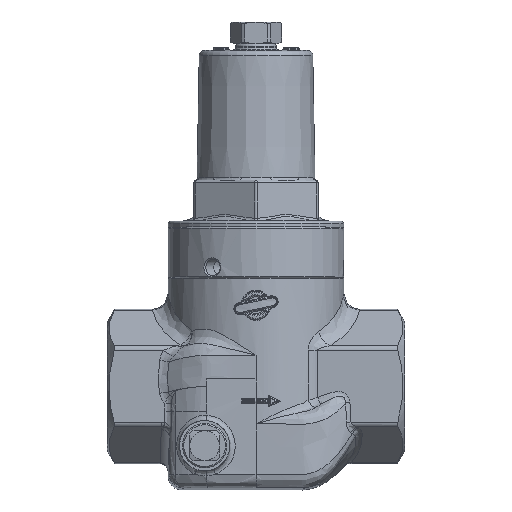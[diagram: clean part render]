
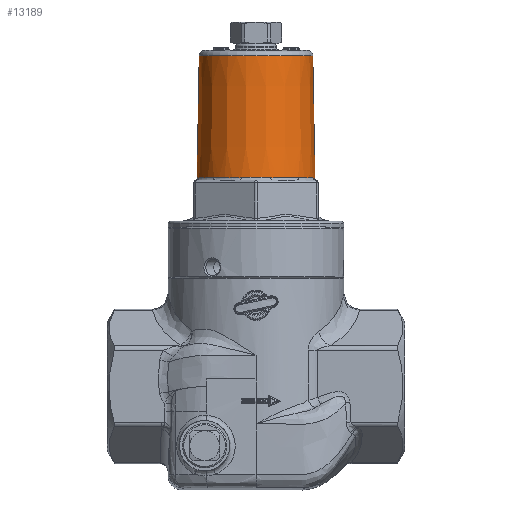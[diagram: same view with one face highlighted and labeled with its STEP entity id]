
A CAD part, top view. The second image highlights one B-rep face of the part: STEP entity #13189.
In plain terms, the highlighted conical face has half-angle 1 degrees and reference radius 21.55 mm.
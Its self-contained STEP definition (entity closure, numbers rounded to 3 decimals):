
#2684=B_SPLINE_CURVE_WITH_KNOTS($,3,(#36958,#36959,#36960,#36961,#36962,
#36963),.UNSPECIFIED.,.F.,.F.,(4,1,1,4),(-3.142,-1.346,
0.449,3.142),.UNSPECIFIED.);
#2686=B_SPLINE_CURVE_WITH_KNOTS($,3,(#37009,#37010,#37011,#37012,#37013,
#37014),.UNSPECIFIED.,.F.,.F.,(4,1,1,4),(-3.142,-1.346,
0.449,3.142),.UNSPECIFIED.);
#2688=B_SPLINE_CURVE_WITH_KNOTS($,3,(#37060,#37061,#37062,#37063,#37064,
#37065),.UNSPECIFIED.,.F.,.F.,(4,1,1,4),(-3.142,-1.346,
0.449,3.142),.UNSPECIFIED.);
#2690=B_SPLINE_CURVE_WITH_KNOTS($,3,(#37111,#37112,#37113,#37114,#37115,
#37116),.UNSPECIFIED.,.F.,.F.,(4,1,1,4),(-3.142,-1.346,
0.449,3.142),.UNSPECIFIED.);
#2692=B_SPLINE_CURVE_WITH_KNOTS($,3,(#37162,#37163,#37164,#37165,#37166,
#37167),.UNSPECIFIED.,.F.,.F.,(4,1,1,4),(-3.142,-1.346,
0.449,3.142),.UNSPECIFIED.);
#2694=B_SPLINE_CURVE_WITH_KNOTS($,3,(#37210,#37211,#37212,#37213,#37214,
#37215),.UNSPECIFIED.,.F.,.F.,(4,1,1,4),(-3.142,-1.346,
0.449,3.142),.UNSPECIFIED.);
#3126=FACE_BOUND($,#4721,.T.);
#3853=FACE_OUTER_BOUND($,#4720,.T.);
#4720=EDGE_LOOP($,(#11995));
#4721=EDGE_LOOP($,(#11996,#11997,#11998,#11999,#12000,#12001,#12002,#12003,
#12004,#12005,#12006,#12007));
#5126=CIRCLE($,#14000,21.821);
#5130=CIRCLE($,#14005,21.821);
#5134=CIRCLE($,#14010,21.821);
#5138=CIRCLE($,#14015,21.821);
#5142=CIRCLE($,#14020,21.821);
#5146=CIRCLE($,#14025,21.821);
#5153=CIRCLE($,#14041,21.034);
#6323=VERTEX_POINT($,#36917);
#6326=VERTEX_POINT($,#36922);
#6328=VERTEX_POINT($,#36956);
#6330=VERTEX_POINT($,#36973);
#6332=VERTEX_POINT($,#37007);
#6334=VERTEX_POINT($,#37024);
#6336=VERTEX_POINT($,#37058);
#6338=VERTEX_POINT($,#37075);
#6340=VERTEX_POINT($,#37109);
#6342=VERTEX_POINT($,#37126);
#6344=VERTEX_POINT($,#37160);
#6346=VERTEX_POINT($,#37177);
#6359=VERTEX_POINT($,#37263);
#8212=EDGE_CURVE($,#6326,#6323,#5126,.T.);
#8214=EDGE_CURVE($,#6328,#6326,#2684,.T.);
#8218=EDGE_CURVE($,#6330,#6328,#5130,.T.);
#8220=EDGE_CURVE($,#6332,#6330,#2686,.T.);
#8224=EDGE_CURVE($,#6334,#6332,#5134,.T.);
#8226=EDGE_CURVE($,#6336,#6334,#2688,.T.);
#8230=EDGE_CURVE($,#6338,#6336,#5138,.T.);
#8232=EDGE_CURVE($,#6340,#6338,#2690,.T.);
#8236=EDGE_CURVE($,#6342,#6340,#5142,.T.);
#8238=EDGE_CURVE($,#6344,#6342,#2692,.T.);
#8242=EDGE_CURVE($,#6346,#6344,#5146,.T.);
#8243=EDGE_CURVE($,#6323,#6346,#2694,.T.);
#8265=EDGE_CURVE($,#6359,#6359,#5153,.T.);
#11995=ORIENTED_EDGE($,*,*,#8265,.F.);
#11996=ORIENTED_EDGE($,*,*,#8212,.F.);
#11997=ORIENTED_EDGE($,*,*,#8214,.F.);
#11998=ORIENTED_EDGE($,*,*,#8218,.F.);
#11999=ORIENTED_EDGE($,*,*,#8220,.F.);
#12000=ORIENTED_EDGE($,*,*,#8224,.F.);
#12001=ORIENTED_EDGE($,*,*,#8226,.F.);
#12002=ORIENTED_EDGE($,*,*,#8230,.F.);
#12003=ORIENTED_EDGE($,*,*,#8232,.F.);
#12004=ORIENTED_EDGE($,*,*,#8236,.F.);
#12005=ORIENTED_EDGE($,*,*,#8238,.F.);
#12006=ORIENTED_EDGE($,*,*,#8242,.F.);
#12007=ORIENTED_EDGE($,*,*,#8243,.F.);
#12460=CONICAL_SURFACE($,#14040,21.55,1.);
#13189=ADVANCED_FACE($,(#3853,#3126),#12460,.T.);
#14000=AXIS2_PLACEMENT_3D($,#36924,#15902,#15903);
#14005=AXIS2_PLACEMENT_3D($,#36975,#15912,#15913);
#14010=AXIS2_PLACEMENT_3D($,#37026,#15922,#15923);
#14015=AXIS2_PLACEMENT_3D($,#37077,#15932,#15933);
#14020=AXIS2_PLACEMENT_3D($,#37128,#15942,#15943);
#14025=AXIS2_PLACEMENT_3D($,#37179,#15952,#15953);
#14040=AXIS2_PLACEMENT_3D($,#37262,#15996,#15997);
#14041=AXIS2_PLACEMENT_3D($,#37264,#15998,#15999);
#15902=DIRECTION('center_axis',(0.,-1.,0.));
#15903=DIRECTION('ref_axis',(1.,0.,0.));
#15912=DIRECTION('center_axis',(0.,-1.,0.));
#15913=DIRECTION('ref_axis',(1.,0.,0.));
#15922=DIRECTION('center_axis',(0.,-1.,0.));
#15923=DIRECTION('ref_axis',(1.,0.,0.));
#15932=DIRECTION('center_axis',(0.,-1.,0.));
#15933=DIRECTION('ref_axis',(1.,0.,0.));
#15942=DIRECTION('center_axis',(0.,-1.,0.));
#15943=DIRECTION('ref_axis',(1.,0.,0.));
#15952=DIRECTION('center_axis',(0.,-1.,0.));
#15953=DIRECTION('ref_axis',(1.,0.,0.));
#15996=DIRECTION('center_axis',(0.,-1.,0.));
#15997=DIRECTION('ref_axis',(1.,0.,0.));
#15998=DIRECTION('center_axis',(0.,1.,0.));
#15999=DIRECTION('ref_axis',(-1.,0.,0.));
#36917=CARTESIAN_POINT('',(0.088,94.099,-0.088));
#36922=CARTESIAN_POINT('',(5.584,94.099,9.432));
#36924=CARTESIAN_POINT('Origin',(21.124,94.099,-5.887));
#36956=CARTESIAN_POINT('',(15.628,94.099,15.231));
#36958=CARTESIAN_POINT('Ctrl Pts',(15.628,94.099,15.231));
#36959=CARTESIAN_POINT('Ctrl Pts',(14.545,94.099,14.949));
#36960=CARTESIAN_POINT('Ctrl Pts',(12.426,93.964,14.222));
#36961=CARTESIAN_POINT('Ctrl Pts',(8.95,93.866,12.392));
#36962=CARTESIAN_POINT('Ctrl Pts',(6.762,94.099,10.627));
#36963=CARTESIAN_POINT('Ctrl Pts',(5.584,94.099,9.432));
#36973=CARTESIAN_POINT('',(26.62,94.099,15.231));
#36975=CARTESIAN_POINT('Origin',(21.124,94.099,-5.887));
#37007=CARTESIAN_POINT('',(36.664,94.099,9.432));
#37009=CARTESIAN_POINT('Ctrl Pts',(36.664,94.099,9.432));
#37010=CARTESIAN_POINT('Ctrl Pts',(35.878,94.099,10.228));
#37011=CARTESIAN_POINT('Ctrl Pts',(34.189,93.964,11.7));
#37012=CARTESIAN_POINT('Ctrl Pts',(30.866,93.866,13.795));
#37013=CARTESIAN_POINT('Ctrl Pts',(28.244,94.099,14.808));
#37014=CARTESIAN_POINT('Ctrl Pts',(26.62,94.099,15.231));
#37024=CARTESIAN_POINT('',(42.16,94.099,-0.088));
#37026=CARTESIAN_POINT('Origin',(21.124,94.099,-5.887));
#37058=CARTESIAN_POINT('',(42.16,94.099,-11.685));
#37060=CARTESIAN_POINT('Ctrl Pts',(42.16,94.099,-11.685));
#37061=CARTESIAN_POINT('Ctrl Pts',(42.457,94.099,-10.607));
#37062=CARTESIAN_POINT('Ctrl Pts',(42.887,93.964,-8.408));
#37063=CARTESIAN_POINT('Ctrl Pts',(43.04,93.866,-4.483));
#37064=CARTESIAN_POINT('Ctrl Pts',(42.606,94.099,-1.705));
#37065=CARTESIAN_POINT('Ctrl Pts',(42.16,94.099,-0.088));
#37075=CARTESIAN_POINT('',(36.664,94.099,-21.205));
#37077=CARTESIAN_POINT('Origin',(21.124,94.099,-5.887));
#37109=CARTESIAN_POINT('',(26.62,94.099,-27.004));
#37111=CARTESIAN_POINT('Ctrl Pts',(26.62,94.099,-27.004));
#37112=CARTESIAN_POINT('Ctrl Pts',(27.703,94.099,-26.722));
#37113=CARTESIAN_POINT('Ctrl Pts',(29.822,93.964,-25.995));
#37114=CARTESIAN_POINT('Ctrl Pts',(33.298,93.866,-24.165));
#37115=CARTESIAN_POINT('Ctrl Pts',(35.486,94.099,-22.4));
#37116=CARTESIAN_POINT('Ctrl Pts',(36.664,94.099,-21.205));
#37126=CARTESIAN_POINT('',(15.628,94.099,-27.004));
#37128=CARTESIAN_POINT('Origin',(21.124,94.099,-5.887));
#37160=CARTESIAN_POINT('',(5.584,94.099,-21.205));
#37162=CARTESIAN_POINT('Ctrl Pts',(5.584,94.099,-21.205));
#37163=CARTESIAN_POINT('Ctrl Pts',(6.369,94.099,-22.002));
#37164=CARTESIAN_POINT('Ctrl Pts',(8.058,93.964,-23.474));
#37165=CARTESIAN_POINT('Ctrl Pts',(11.381,93.866,-25.569));
#37166=CARTESIAN_POINT('Ctrl Pts',(14.004,94.099,-26.581));
#37167=CARTESIAN_POINT('Ctrl Pts',(15.628,94.099,-27.004));
#37177=CARTESIAN_POINT('',(0.088,94.099,-11.685));
#37179=CARTESIAN_POINT('Origin',(21.124,94.099,-5.887));
#37210=CARTESIAN_POINT('Ctrl Pts',(0.088,94.099,
-0.088));
#37211=CARTESIAN_POINT('Ctrl Pts',(-0.21,94.099,
-1.166));
#37212=CARTESIAN_POINT('Ctrl Pts',(-0.64,93.964,-3.365));
#37213=CARTESIAN_POINT('Ctrl Pts',(-0.793,93.866,
-7.29));
#37214=CARTESIAN_POINT('Ctrl Pts',(-0.358,94.099,
-10.068));
#37215=CARTESIAN_POINT('Ctrl Pts',(0.088,94.099,
-11.685));
#37262=CARTESIAN_POINT('Origin',(21.124,109.617,-5.887));
#37263=CARTESIAN_POINT('',(42.158,139.186,-5.887));
#37264=CARTESIAN_POINT('Origin',(21.124,139.186,-5.887));
